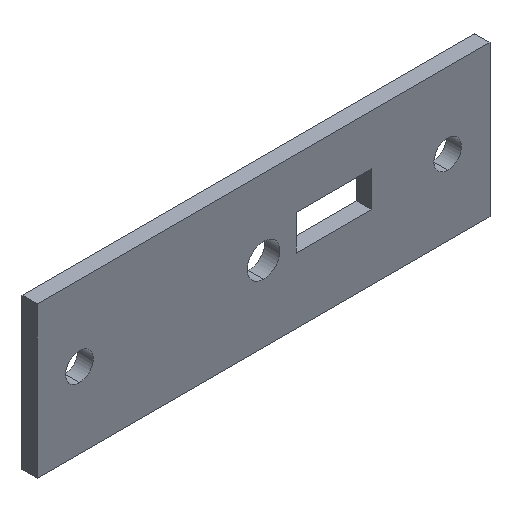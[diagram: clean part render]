
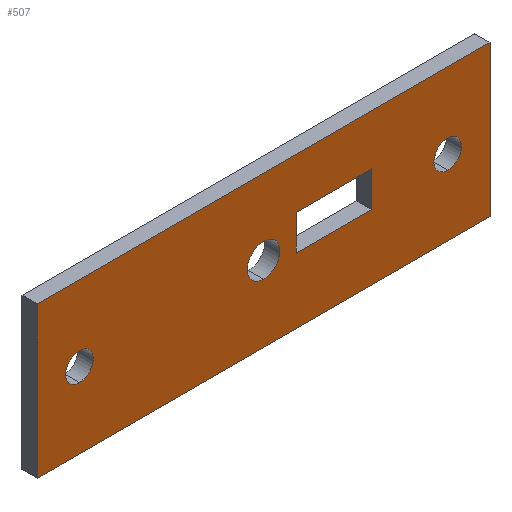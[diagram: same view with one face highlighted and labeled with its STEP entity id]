
A CAD part, isometric view. The second image highlights one B-rep face of the part: STEP entity #507.
In plain terms, the highlighted planar face has unit normal (0, -1, 0).
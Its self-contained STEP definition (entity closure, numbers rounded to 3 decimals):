
#14 = EDGE_LOOP ( 'NONE', ( #152, #504 ) ) ;
#15 = EDGE_CURVE ( 'NONE', #225, #394, #515, .T. ) ;
#22 = VECTOR ( 'NONE', #167, 1000. ) ;
#23 = DIRECTION ( 'NONE',  ( 0., 1., 0. ) ) ;
#24 = VECTOR ( 'NONE', #65, 1000. ) ;
#37 = CARTESIAN_POINT ( 'NONE',  ( 0., 0., 0. ) ) ;
#40 = VECTOR ( 'NONE', #400, 1000. ) ;
#41 = VECTOR ( 'NONE', #514, 1000. ) ;
#43 = DIRECTION ( 'NONE',  ( 0., 0., 1. ) ) ;
#54 = EDGE_CURVE ( 'NONE', #143, #361, #224, .T. ) ;
#56 = CIRCLE ( 'NONE', #189, 2.75 ) ;
#63 = VERTEX_POINT ( 'NONE', #220 ) ;
#65 = DIRECTION ( 'NONE',  ( 1., 0., 0. ) ) ;
#68 = PLANE ( 'NONE',  #305 ) ;
#75 = EDGE_CURVE ( 'NONE', #448, #349, #184, .T. ) ;
#76 = CARTESIAN_POINT ( 'NONE',  ( 21.5, 0., 5. ) ) ;
#82 = ORIENTED_EDGE ( 'NONE', *, *, #236, .T. ) ;
#83 = VECTOR ( 'NONE', #153, 1000. ) ;
#91 = EDGE_CURVE ( 'NONE', #367, #193, #314, .T. ) ;
#101 = ORIENTED_EDGE ( 'NONE', *, *, #201, .F. ) ;
#108 = CARTESIAN_POINT ( 'NONE',  ( 45., 0., 0. ) ) ;
#111 = CARTESIAN_POINT ( 'NONE',  ( 0., 0., 3.25 ) ) ;
#112 = FACE_BOUND ( 'NONE', #198, .T. ) ;
#114 = VECTOR ( 'NONE', #331, 1000. ) ;
#115 = DIRECTION ( 'NONE',  ( 0., 1., 0. ) ) ;
#119 = EDGE_CURVE ( 'NONE', #394, #225, #255, .T. ) ;
#124 = AXIS2_PLACEMENT_3D ( 'NONE', #228, #310, #180 ) ;
#127 = CARTESIAN_POINT ( 'NONE',  ( -45., 0., -15. ) ) ;
#128 = VERTEX_POINT ( 'NONE', #482 ) ;
#142 = CARTESIAN_POINT ( 'NONE',  ( 0., 0., -15. ) ) ;
#143 = VERTEX_POINT ( 'NONE', #127 ) ;
#144 = ORIENTED_EDGE ( 'NONE', *, *, #119, .T. ) ;
#146 = LINE ( 'NONE', #142, #248 ) ;
#148 = DIRECTION ( 'NONE',  ( 0., 0., 1. ) ) ;
#152 = ORIENTED_EDGE ( 'NONE', *, *, #252, .T. ) ;
#153 = DIRECTION ( 'NONE',  ( 0., 0., 1. ) ) ;
#157 = CARTESIAN_POINT ( 'NONE',  ( 45., 0., 15. ) ) ;
#158 = LINE ( 'NONE', #108, #83 ) ;
#159 = EDGE_CURVE ( 'NONE', #193, #367, #525, .T. ) ;
#161 = CARTESIAN_POINT ( 'NONE',  ( 0., 0., 5. ) ) ;
#167 = DIRECTION ( 'NONE',  ( 0., 0., 1. ) ) ;
#170 = ORIENTED_EDGE ( 'NONE', *, *, #15, .T. ) ;
#178 = DIRECTION ( 'NONE',  ( 0., 0., 1. ) ) ;
#180 = DIRECTION ( 'NONE',  ( 0., 0., 1. ) ) ;
#181 = ORIENTED_EDGE ( 'NONE', *, *, #345, .F. ) ;
#184 = LINE ( 'NONE', #535, #40 ) ;
#189 = AXIS2_PLACEMENT_3D ( 'NONE', #516, #115, #210 ) ;
#193 = VERTEX_POINT ( 'NONE', #272 ) ;
#198 = EDGE_LOOP ( 'NONE', ( #170, #144 ) ) ;
#201 = EDGE_CURVE ( 'NONE', #448, #63, #240, .T. ) ;
#203 = FACE_OUTER_BOUND ( 'NONE', #273, .T. ) ;
#204 = CARTESIAN_POINT ( 'NONE',  ( 45., 0., -15. ) ) ;
#205 = LINE ( 'NONE', #161, #41 ) ;
#206 = CARTESIAN_POINT ( 'NONE',  ( 36.59, 0., 2.75 ) ) ;
#210 = DIRECTION ( 'NONE',  ( 0., 0., 1. ) ) ;
#220 = CARTESIAN_POINT ( 'NONE',  ( 21.5, 0., -2. ) ) ;
#223 = ORIENTED_EDGE ( 'NONE', *, *, #510, .T. ) ;
#224 = LINE ( 'NONE', #262, #561 ) ;
#225 = VERTEX_POINT ( 'NONE', #537 ) ;
#228 = CARTESIAN_POINT ( 'NONE',  ( 0., 0., 0. ) ) ;
#236 = EDGE_CURVE ( 'NONE', #143, #270, #146, .T. ) ;
#240 = LINE ( 'NONE', #378, #114 ) ;
#241 = CARTESIAN_POINT ( 'NONE',  ( 0., 0., 0. ) ) ;
#248 = VECTOR ( 'NONE', #503, 1000. ) ;
#252 = EDGE_CURVE ( 'NONE', #453, #128, #56, .T. ) ;
#255 = CIRCLE ( 'NONE', #363, 2.75 ) ;
#262 = CARTESIAN_POINT ( 'NONE',  ( -45., 0., 0. ) ) ;
#270 = VERTEX_POINT ( 'NONE', #204 ) ;
#272 = CARTESIAN_POINT ( 'NONE',  ( 0., 0., -3.25 ) ) ;
#273 = EDGE_LOOP ( 'NONE', ( #223, #368, #277, #82 ) ) ;
#274 = ORIENTED_EDGE ( 'NONE', *, *, #467, .T. ) ;
#277 = ORIENTED_EDGE ( 'NONE', *, *, #54, .F. ) ;
#282 = CARTESIAN_POINT ( 'NONE',  ( 36.59, 0., 0. ) ) ;
#283 = DIRECTION ( 'NONE',  ( 0., 1., 0. ) ) ;
#288 = FACE_BOUND ( 'NONE', #14, .T. ) ;
#302 = AXIS2_PLACEMENT_3D ( 'NONE', #282, #365, #43 ) ;
#304 = ORIENTED_EDGE ( 'NONE', *, *, #159, .T. ) ;
#305 = AXIS2_PLACEMENT_3D ( 'NONE', #241, #23, #379 ) ;
#310 = DIRECTION ( 'NONE',  ( 0., 1., 0. ) ) ;
#314 = CIRCLE ( 'NONE', #124, 3.25 ) ;
#317 = VERTEX_POINT ( 'NONE', #76 ) ;
#318 = CARTESIAN_POINT ( 'NONE',  ( 36.59, 0., 0. ) ) ;
#331 = DIRECTION ( 'NONE',  ( 1., 0., 0. ) ) ;
#335 = CARTESIAN_POINT ( 'NONE',  ( 21.5, 0., 0. ) ) ;
#336 = CARTESIAN_POINT ( 'NONE',  ( -36.59, 0., -2.75 ) ) ;
#345 = EDGE_CURVE ( 'NONE', #63, #317, #565, .T. ) ;
#346 = AXIS2_PLACEMENT_3D ( 'NONE', #37, #574, #178 ) ;
#349 = VERTEX_POINT ( 'NONE', #387 ) ;
#357 = DIRECTION ( 'NONE',  ( 0., 0., 1. ) ) ;
#359 = LINE ( 'NONE', #420, #24 ) ;
#361 = VERTEX_POINT ( 'NONE', #471 ) ;
#363 = AXIS2_PLACEMENT_3D ( 'NONE', #318, #396, #357 ) ;
#365 = DIRECTION ( 'NONE',  ( 0., 1., 0. ) ) ;
#367 = VERTEX_POINT ( 'NONE', #111 ) ;
#368 = ORIENTED_EDGE ( 'NONE', *, *, #550, .F. ) ;
#378 = CARTESIAN_POINT ( 'NONE',  ( 0., 0., -2. ) ) ;
#379 = DIRECTION ( 'NONE',  ( 0., 0., 1. ) ) ;
#387 = CARTESIAN_POINT ( 'NONE',  ( 6.5, 0., 5. ) ) ;
#392 = DIRECTION ( 'NONE',  ( 0., 0., 1. ) ) ;
#394 = VERTEX_POINT ( 'NONE', #206 ) ;
#396 = DIRECTION ( 'NONE',  ( 0., 1., 0. ) ) ;
#400 = DIRECTION ( 'NONE',  ( 0., 0., 1. ) ) ;
#409 = EDGE_LOOP ( 'NONE', ( #412, #274, #181, #101 ) ) ;
#412 = ORIENTED_EDGE ( 'NONE', *, *, #75, .T. ) ;
#416 = AXIS2_PLACEMENT_3D ( 'NONE', #486, #283, #148 ) ;
#420 = CARTESIAN_POINT ( 'NONE',  ( 0., 0., 15. ) ) ;
#422 = FACE_BOUND ( 'NONE', #491, .T. ) ;
#448 = VERTEX_POINT ( 'NONE', #554 ) ;
#453 = VERTEX_POINT ( 'NONE', #336 ) ;
#466 = FACE_BOUND ( 'NONE', #409, .T. ) ;
#467 = EDGE_CURVE ( 'NONE', #349, #317, #205, .T. ) ;
#471 = CARTESIAN_POINT ( 'NONE',  ( -45., 0., 15. ) ) ;
#482 = CARTESIAN_POINT ( 'NONE',  ( -36.59, 0., 2.75 ) ) ;
#486 = CARTESIAN_POINT ( 'NONE',  ( -36.59, 0., 0. ) ) ;
#491 = EDGE_LOOP ( 'NONE', ( #304, #524 ) ) ;
#500 = VERTEX_POINT ( 'NONE', #157 ) ;
#503 = DIRECTION ( 'NONE',  ( 1., 0., 0. ) ) ;
#504 = ORIENTED_EDGE ( 'NONE', *, *, #542, .T. ) ;
#507 = ADVANCED_FACE ( 'NONE', ( #112, #466, #422, #288, #203 ), #68, .F. ) ;
#510 = EDGE_CURVE ( 'NONE', #270, #500, #158, .T. ) ;
#514 = DIRECTION ( 'NONE',  ( 1., 0., 0. ) ) ;
#515 = CIRCLE ( 'NONE', #302, 2.75 ) ;
#516 = CARTESIAN_POINT ( 'NONE',  ( -36.59, 0., 0. ) ) ;
#524 = ORIENTED_EDGE ( 'NONE', *, *, #91, .T. ) ;
#525 = CIRCLE ( 'NONE', #346, 3.25 ) ;
#535 = CARTESIAN_POINT ( 'NONE',  ( 6.5, 0., 0. ) ) ;
#536 = CIRCLE ( 'NONE', #416, 2.75 ) ;
#537 = CARTESIAN_POINT ( 'NONE',  ( 36.59, 0., -2.75 ) ) ;
#542 = EDGE_CURVE ( 'NONE', #128, #453, #536, .T. ) ;
#550 = EDGE_CURVE ( 'NONE', #361, #500, #359, .T. ) ;
#554 = CARTESIAN_POINT ( 'NONE',  ( 6.5, 0., -2. ) ) ;
#561 = VECTOR ( 'NONE', #392, 1000. ) ;
#565 = LINE ( 'NONE', #335, #22 ) ;
#574 = DIRECTION ( 'NONE',  ( 0., 1., 0. ) ) ;
